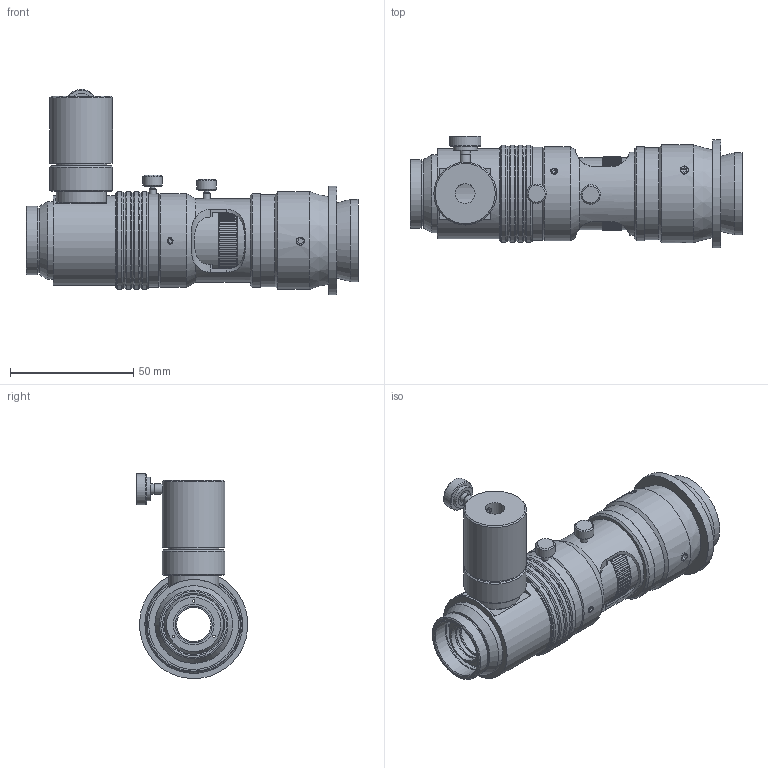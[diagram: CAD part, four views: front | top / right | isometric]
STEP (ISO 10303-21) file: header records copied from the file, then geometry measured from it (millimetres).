
FILE_DESCRIPTION((''),'2;1');
FILE_NAME('60123_0.stp','2005-06-14T14:20:35',('PODLENA'),(''),'Autodesk Inventor 10','Autodesk Inventor 10','');
FILE_SCHEMA(('AUTOMOTIVE_DESIGN { 1 0 10303 214 1 1 1 1 }'));
Length unit declared in the file: inch
Products named in the file (28): Assembly1; 60123_0; 60004-FFICX_0; 61012; 6222; 61011-3; 60436; 7261; 60433; 7004; 7108; 60064; 60131; 60127; 5402; 60128; 6228; 6287; 6006; 7008; 60200_0; 60202; 61604; 7187; 7022; 7082; 4141; 60804
Assembly tree (32 placements, depth 5):
  Assembly1
    60123_0
      60004-FFICX_0
        61012
        6222
        61011-3
        60436
          7261
          60433
        7004  x3
        7108  x3
      60064
      60131
        60127
        5402
        60128
        6228
        60436
          7261
          60433
        6287
        6006
        7008
      60200_0
        60202
        61604
        7187
          7022
          7082
          4141
      60804
Bounding box: 134.62 x 45.22 x 83.2 mm (x, y, z)
Volume: 75074.7 mm3; surface area: 71298.3 mm2
Topology: 27 solids, 27 shells, 740 faces, 1867 edges, 1229 vertices
Faces by surface type: plane 355, cone 187, cylinder 175, bspline 16, sphere 7
Full cylindrical faces by diameter (mm): 1.575 x2, 1.651 x2, 1.981 x1, 2.159 x4, 2.184 x1, 2.54 x1, 2.845 x5, 3.302 x3, 3.556 x1, 3.785 x1, 4.166 x5, 4.75 x1, 6.807 x1, 6.858 x1, 7.874 x2, 8.026 x1, 9.601 x1, 12.7 x1, 13.97 x2, 14.275 x1, 14.959 x1, 15.037 x1, 15.113 x1, 15.469 x1, 15.518 x1, 15.799 x1, 16.51 x1, 16.662 x1, 17.323 x1, 19.05 x1
Entity records: 21896 total; most frequent: CARTESIAN_POINT 4963, DIRECTION 3436, ORIENTED_EDGE 3104, EDGE_CURVE 1552, AXIS2_PLACEMENT_3D 1235, VERTEX_POINT 1123, VECTOR 966, LINE 966
